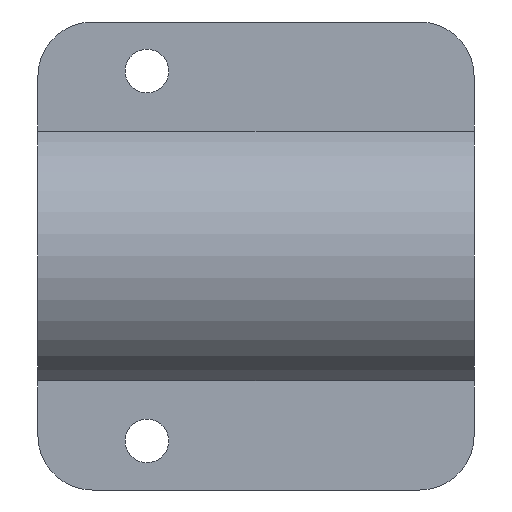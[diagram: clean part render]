
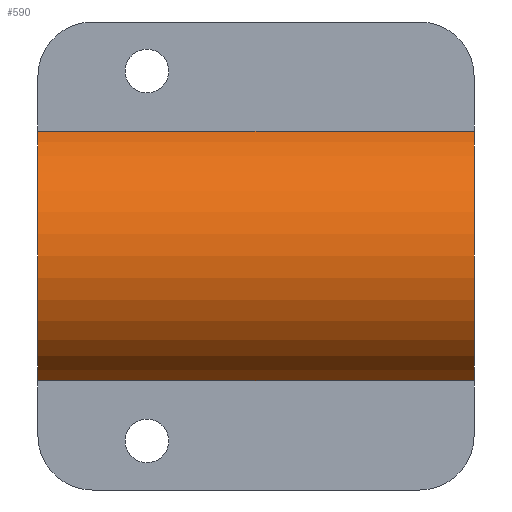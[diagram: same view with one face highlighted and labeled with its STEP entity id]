
A CAD part, left-side view. The second image highlights one B-rep face of the part: STEP entity #590.
In plain terms, the highlighted cylindrical face has radius 25 mm (diameter 50 mm), a partial arc.
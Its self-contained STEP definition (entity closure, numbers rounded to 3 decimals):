
#183=CARTESIAN_POINT('Vertex',(0.,65.,2.913)) ;
#186=CARTESIAN_POINT('Axis2P3D Location',(10.,65.,-20.)) ;
#190=CARTESIAN_POINT('Vertex',(0.,65.,-42.913)) ;
#560=CARTESIAN_POINT('Axis2P3D Location',(10.,105.,-20.)) ;
#565=CARTESIAN_POINT('Line Origine',(0.,105.,-42.913)) ;
#569=CARTESIAN_POINT('Vertex',(0.,145.,-42.913)) ;
#572=CARTESIAN_POINT('Line Origine',(0.,105.,2.913)) ;
#576=CARTESIAN_POINT('Vertex',(0.,145.,2.913)) ;
#579=CARTESIAN_POINT('Axis2P3D Location',(10.,145.,-20.)) ;
#187=DIRECTION('Axis2P3D Direction',(0.,1.,0.)) ;
#561=DIRECTION('Axis2P3D Direction',(0.,1.,0.)) ;
#562=DIRECTION('Axis2P3D XDirection',(-0.4,0.,-0.917)) ;
#566=DIRECTION('Vector Direction',(0.,1.,0.)) ;
#573=DIRECTION('Vector Direction',(0.,1.,0.)) ;
#580=DIRECTION('Axis2P3D Direction',(0.,1.,0.)) ;
#188=AXIS2_PLACEMENT_3D('Circle Axis2P3D',#186,#187,$) ;
#563=AXIS2_PLACEMENT_3D('Cylinder Axis2P3D',#560,#561,#562) ;
#581=AXIS2_PLACEMENT_3D('Circle Axis2P3D',#579,#580,$) ;
#585=ORIENTED_EDGE('',*,*,#571,.F.) ;
#586=ORIENTED_EDGE('',*,*,#192,.T.) ;
#587=ORIENTED_EDGE('',*,*,#578,.T.) ;
#588=ORIENTED_EDGE('',*,*,#583,.F.) ;
#567=VECTOR('Line Direction',#566,1.) ;
#574=VECTOR('Line Direction',#573,1.) ;
#590=ADVANCED_FACE('Corps principal',(#589),#564,.T.) ;
#189=CIRCLE('generated circle',#188,25.) ;
#582=CIRCLE('generated circle',#581,25.) ;
#564=CYLINDRICAL_SURFACE('generated cylinder',#563,25.) ;
#192=EDGE_CURVE('',#191,#184,#189,.T.) ;
#571=EDGE_CURVE('',#191,#570,#568,.T.) ;
#578=EDGE_CURVE('',#184,#577,#575,.T.) ;
#583=EDGE_CURVE('',#570,#577,#582,.T.) ;
#584=EDGE_LOOP('',(#585,#586,#587,#588)) ;
#589=FACE_OUTER_BOUND('',#584,.T.) ;
#568=LINE('Line',#565,#567) ;
#575=LINE('Line',#572,#574) ;
#184=VERTEX_POINT('',#183) ;
#191=VERTEX_POINT('',#190) ;
#570=VERTEX_POINT('',#569) ;
#577=VERTEX_POINT('',#576) ;
